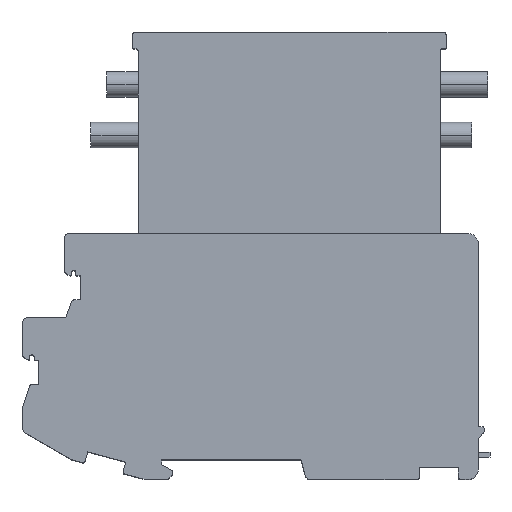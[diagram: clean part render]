
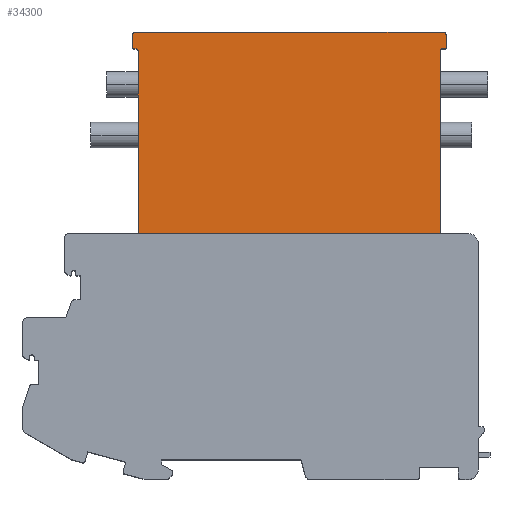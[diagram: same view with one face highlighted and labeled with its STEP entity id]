
A CAD part, top view. The second image highlights one B-rep face of the part: STEP entity #34300.
In plain terms, the highlighted face is planar.
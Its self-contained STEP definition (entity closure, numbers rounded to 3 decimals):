
#26860=CARTESIAN_POINT('',(193.62,-48.4,1.75));
#26870=DIRECTION('',(1.,0.,0.));
#26880=VECTOR('',#26870,1.);
#26890=LINE('',#26860,#26880);
#26900=CARTESIAN_POINT('',(200.72,-48.4,1.75));
#26910=VERTEX_POINT('',#26900);
#26920=CARTESIAN_POINT('',(277.42,-48.4,1.75));
#26930=VERTEX_POINT('',#26920);
#26940=EDGE_CURVE('',#26910,#26930,#26890,.T.);
#27410=CARTESIAN_POINT('',(278.12,2.7,1.75));
#27420=VERTEX_POINT('',#27410);
#27590=CARTESIAN_POINT('',(200.02,2.7,1.75));
#27600=VERTEX_POINT('',#27590);
#27630=CARTESIAN_POINT('',(0.,2.7,1.75));
#27640=DIRECTION('',(-1.,0.,-0.));
#27650=VECTOR('',#27640,1.);
#27660=LINE('',#27630,#27650);
#27670=EDGE_CURVE('',#27420,#27600,#27660,.T.);
#29180=CARTESIAN_POINT('',(199.27,1.95,1.75));
#29190=VERTEX_POINT('',#29180);
#29220=CARTESIAN_POINT('',(200.02,1.95,1.75));
#29230=DIRECTION('',(0.,0.,1.));
#29240=DIRECTION('',(1.,0.,0.));
#29250=AXIS2_PLACEMENT_3D('',#29220,#29230,#29240);
#29260=CIRCLE('',#29250,0.75);
#29270=EDGE_CURVE('',#27600,#29190,#29260,.T.);
#29480=CARTESIAN_POINT('',(277.42,-2.,1.75));
#29490=VERTEX_POINT('',#29480);
#29670=CARTESIAN_POINT('',(277.92,-1.5,1.75));
#29680=VERTEX_POINT('',#29670);
#29710=CARTESIAN_POINT('',(277.92,-2.,1.75));
#29720=DIRECTION('',(0.,0.,1.));
#29730=DIRECTION('',(1.,0.,0.));
#29740=AXIS2_PLACEMENT_3D('',#29710,#29720,#29730);
#29750=CIRCLE('',#29740,0.5);
#29760=EDGE_CURVE('',#29680,#29490,#29750,.T.);
#29970=CARTESIAN_POINT('',(199.27,-1.2,1.75));
#29980=VERTEX_POINT('',#29970);
#30160=CARTESIAN_POINT('',(199.57,-1.5,1.75));
#30170=VERTEX_POINT('',#30160);
#30200=CARTESIAN_POINT('',(199.57,-1.2,1.75));
#30210=DIRECTION('',(0.,0.,1.));
#30220=DIRECTION('',(1.,0.,0.));
#30230=AXIS2_PLACEMENT_3D('',#30200,#30210,#30220);
#30240=CIRCLE('',#30230,0.3);
#30250=EDGE_CURVE('',#29980,#30170,#30240,.T.);
#30460=CARTESIAN_POINT('',(200.72,-2.,1.75));
#30470=VERTEX_POINT('',#30460);
#30590=CARTESIAN_POINT('',(200.72,0.,1.75));
#30600=DIRECTION('',(0.,-1.,-0.));
#30610=VECTOR('',#30600,1.);
#30620=LINE('',#30590,#30610);
#30630=EDGE_CURVE('',#30470,#26910,#30620,.T.);
#31180=CARTESIAN_POINT('',(199.27,0.,1.75));
#31190=DIRECTION('',(0.,-1.,-0.));
#31200=VECTOR('',#31190,1.);
#31210=LINE('',#31180,#31200);
#31220=EDGE_CURVE('',#29190,#29980,#31210,.T.);
#31470=CARTESIAN_POINT('',(277.42,0.,1.75));
#31480=DIRECTION('',(0.,1.,0.));
#31490=VECTOR('',#31480,1.);
#31500=LINE('',#31470,#31490);
#31510=EDGE_CURVE('',#26930,#29490,#31500,.T.);
#32020=CARTESIAN_POINT('',(278.57,-1.5,1.75));
#32030=VERTEX_POINT('',#32020);
#32210=CARTESIAN_POINT('',(278.87,-1.2,1.75));
#32220=VERTEX_POINT('',#32210);
#32250=CARTESIAN_POINT('',(278.57,-1.2,1.75));
#32260=DIRECTION('',(0.,0.,1.));
#32270=DIRECTION('',(1.,0.,0.));
#32280=AXIS2_PLACEMENT_3D('',#32250,#32260,#32270);
#32290=CIRCLE('',#32280,0.3);
#32300=EDGE_CURVE('',#32030,#32220,#32290,.T.);
#32510=CARTESIAN_POINT('',(278.87,1.95,1.75));
#32520=VERTEX_POINT('',#32510);
#32650=CARTESIAN_POINT('',(278.12,1.95,1.75));
#32660=DIRECTION('',(0.,0.,1.));
#32670=DIRECTION('',(1.,0.,0.));
#32680=AXIS2_PLACEMENT_3D('',#32650,#32660,#32670);
#32690=CIRCLE('',#32680,0.75);
#32700=EDGE_CURVE('',#32520,#27420,#32690,.T.);
#32910=CARTESIAN_POINT('',(200.22,-1.5,1.75));
#32920=VERTEX_POINT('',#32910);
#33050=CARTESIAN_POINT('',(200.22,-2.,1.75));
#33060=DIRECTION('',(0.,0.,1.));
#33070=DIRECTION('',(1.,0.,0.));
#33080=AXIS2_PLACEMENT_3D('',#33050,#33060,#33070);
#33090=CIRCLE('',#33080,0.5);
#33100=EDGE_CURVE('',#30470,#32920,#33090,.T.);
#33350=CARTESIAN_POINT('',(0.,-1.5,1.75));
#33360=DIRECTION('',(1.,0.,0.));
#33370=VECTOR('',#33360,1.);
#33380=LINE('',#33350,#33370);
#33390=EDGE_CURVE('',#30170,#32920,#33380,.T.);
#33640=CARTESIAN_POINT('',(0.,-1.5,1.75));
#33650=DIRECTION('',(1.,0.,0.));
#33660=VECTOR('',#33650,1.);
#33670=LINE('',#33640,#33660);
#33680=EDGE_CURVE('',#29680,#32030,#33670,.T.);
#33930=CARTESIAN_POINT('',(278.87,0.,1.75));
#33940=DIRECTION('',(0.,1.,0.));
#33950=VECTOR('',#33940,1.);
#33960=LINE('',#33930,#33950);
#33970=EDGE_CURVE('',#32220,#32520,#33960,.T.);
#34090=CARTESIAN_POINT('',(239.07,-51.55,1.75));
#34100=DIRECTION('',(0.,0.,-1.));
#34110=DIRECTION('',(-1.,0.,0.));
#34120=AXIS2_PLACEMENT_3D('',#34090,#34100,#34110);
#34130=PLANE('',#34120);
#34140=ORIENTED_EDGE('',*,*,#31510,.F.);
#34150=ORIENTED_EDGE('',*,*,#29760,.T.);
#34160=ORIENTED_EDGE('',*,*,#33680,.F.);
#34170=ORIENTED_EDGE('',*,*,#32300,.F.);
#34180=ORIENTED_EDGE('',*,*,#33970,.F.);
#34190=ORIENTED_EDGE('',*,*,#32700,.F.);
#34200=ORIENTED_EDGE('',*,*,#27670,.F.);
#34210=ORIENTED_EDGE('',*,*,#29270,.F.);
#34220=ORIENTED_EDGE('',*,*,#31220,.F.);
#34230=ORIENTED_EDGE('',*,*,#30250,.F.);
#34240=ORIENTED_EDGE('',*,*,#33390,.F.);
#34250=ORIENTED_EDGE('',*,*,#33100,.T.);
#34260=ORIENTED_EDGE('',*,*,#30630,.F.);
#34270=ORIENTED_EDGE('',*,*,#26940,.F.);
#34280=EDGE_LOOP('',(#34270,#34260,#34250,#34240,#34230,#34220,#34210,
#34200,#34190,#34180,#34170,#34160,#34150,#34140));
#34290=FACE_OUTER_BOUND('',#34280,.T.);
#34300=ADVANCED_FACE('',(#34290),#34130,.T.);
